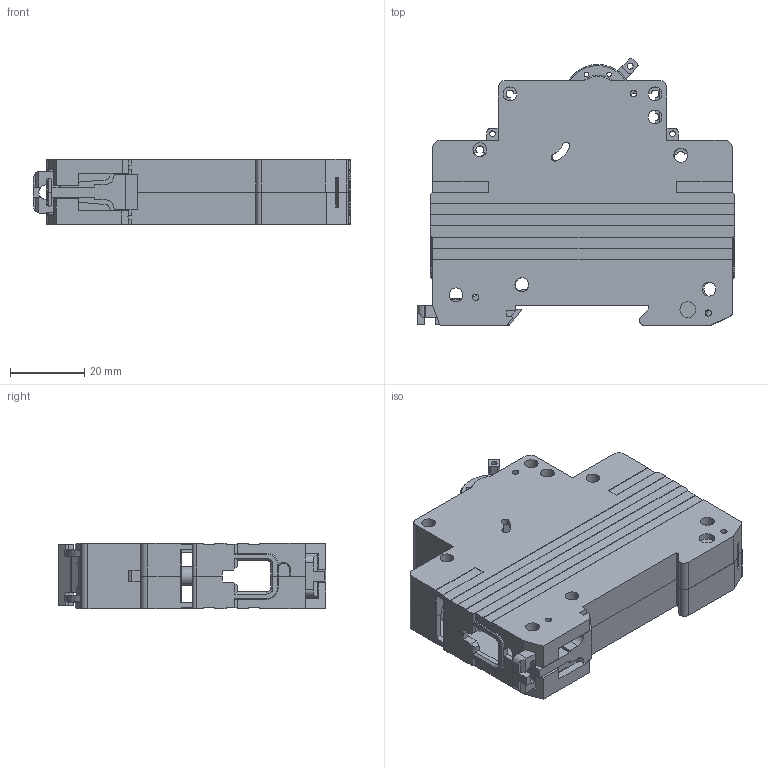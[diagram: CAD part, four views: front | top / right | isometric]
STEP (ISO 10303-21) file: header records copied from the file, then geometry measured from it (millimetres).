
FILE_DESCRIPTION (( 'STEP AP214' ), '1' );
FILE_NAME ('OptiDin BM63 1x.STEP', '2013-10-18T09:21:20', ( '1' ), ( 'keaz' ), 'SwSTEP 2.0', 'SolidWorks 2007', '' );
FILE_SCHEMA (( 'AUTOMOTIVE_DESIGN' ));
Length unit declared in the file: millimetre
Products named in the file (7): èíäèêàòîð_êîíô_ÃÆÈÊ.753725.005_Ïî óìîë÷àíèþ; 妈眚_闷仁.758151.057; OptiDin BM63 1x; çàù¸ëêà_ñòàðàÿ_äëÿ ñáîðêè; ðó÷êà_N_ÃÆÈÊ.753725.004_Ïî óìîë÷àíèþ; áîê ïðàâàÿ; áîê ëåâàÿ
Assembly tree (7 placements, depth 2):
  OptiDin BM63 1x
    ðó÷êà_N_ÃÆÈÊ.753725.004_Ïî óìîë÷àíèþ
    妈眚_闷仁.758151.057  x2
    áîê ïðàâàÿ
    áîê ëåâàÿ
    èíäèêàòîð_êîíô_ÃÆÈÊ.753725.005_Ïî óìîë÷àíèþ
    çàù¸ëêà_ñòàðàÿ_äëÿ ñáîðêè
Bounding box: 85.3 x 71.89 x 17.5 mm (x, y, z)
Volume: 22644.5 mm3; surface area: 34957.3 mm2
Topology: 7 solids, 7 shells, 1583 faces, 4520 edges, 2970 vertices
Faces by surface type: plane 1065, cylinder 472, cone 36, torus 10
Entity records: 51816 total; most frequent: CARTESIAN_POINT 8998, ORIENTED_EDGE 8808, DIRECTION 8543, EDGE_CURVE 4404, VECTOR 3265, LINE 3265, VERTEX_POINT 2896, AXIS2_PLACEMENT_3D 2639
